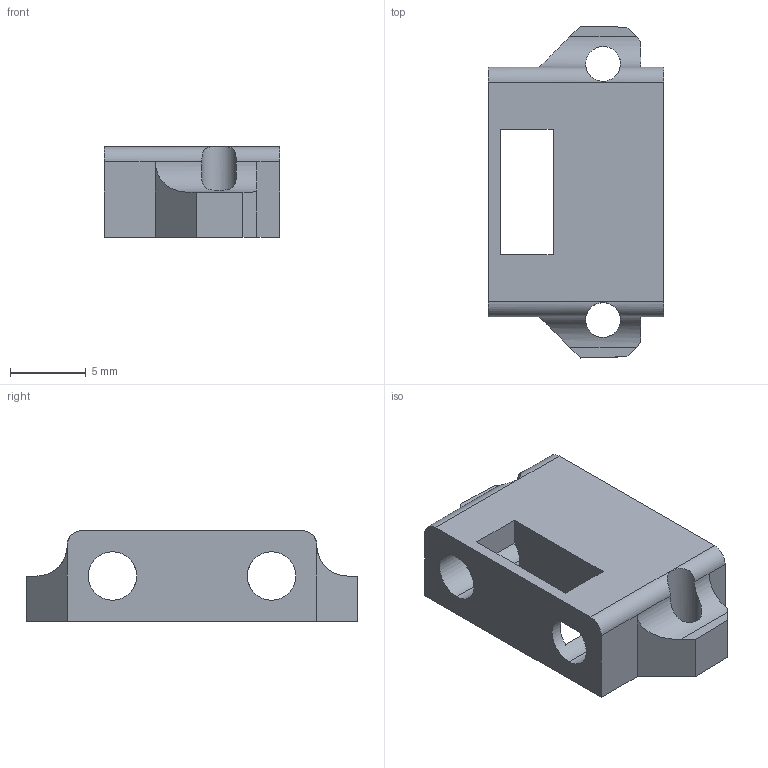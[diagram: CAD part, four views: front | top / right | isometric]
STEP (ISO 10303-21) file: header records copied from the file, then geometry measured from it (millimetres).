
FILE_DESCRIPTION (( 'STEP AP214' ), '1' );
FILE_NAME ('Voron microprobe bracket.STEP', '2022-11-04T07:20:33', ( '' ), ( '' ), 'SwSTEP 2.0', 'SolidWorks 2019', '' );
FILE_SCHEMA (( 'AUTOMOTIVE_DESIGN' ));
Length unit declared in the file: millimetre
Products named in the file (1): Voron microprobe bracket
Bounding box: 11.57 x 21.93 x 6 mm (x, y, z)
Volume: 843.1 mm3; surface area: 1062.6 mm2
Topology: 1 solids, 1 shells, 36 faces, 110 edges, 72 vertices
Faces by surface type: plane 24, cylinder 12
Entity records: 1374 total; most frequent: CARTESIAN_POINT 335, ORIENTED_EDGE 220, DIRECTION 194, EDGE_CURVE 110, LINE 76, VECTOR 76, VERTEX_POINT 72, AXIS2_PLACEMENT_3D 59
